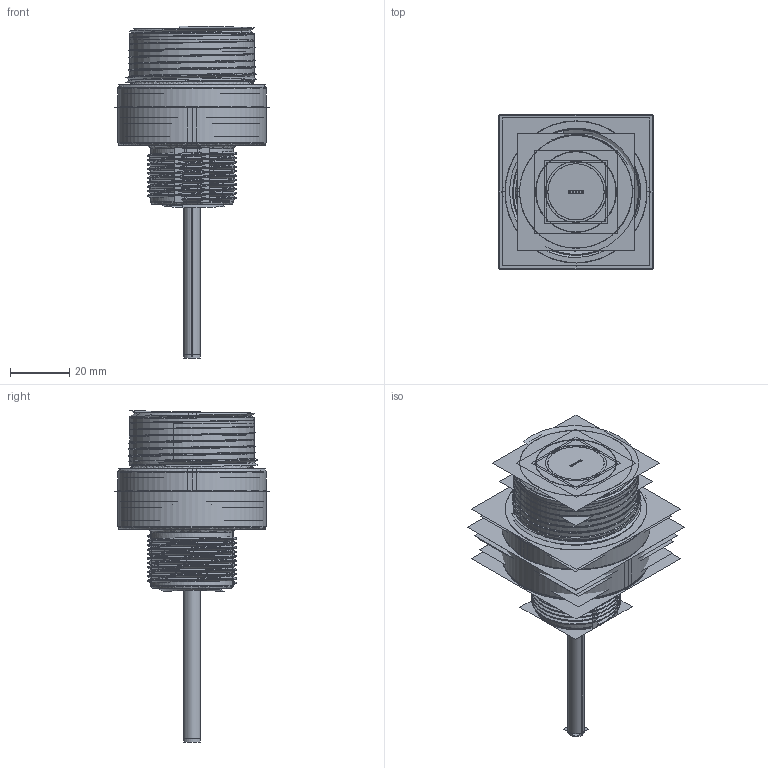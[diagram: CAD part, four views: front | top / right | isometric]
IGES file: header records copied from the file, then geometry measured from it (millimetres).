
Start section:  PTC IGES file: 193165.igs
Global section: file name: 193165.igs; native system: Creo Parametric by Parametric Technology Corporation; preprocessor: 2013230; author: pdmadmin; organization: Unknown; date: 20160129.123041; units: millimetre
Bounding box: 52.03 x 52.04 x 112.11 mm (x, y, z)
Volume: 41282.3 mm3; surface area: 247909.6 mm2
Topology: 14 solids, 14 shells, 940 faces, 4660 edges, 5892 vertices
Faces by surface type: revolution 522, bspline 418
